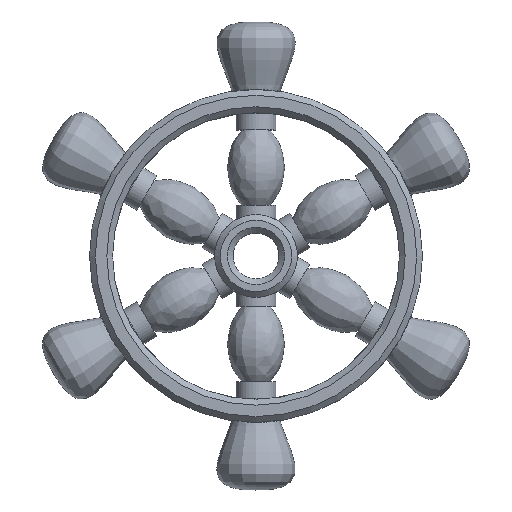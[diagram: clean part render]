
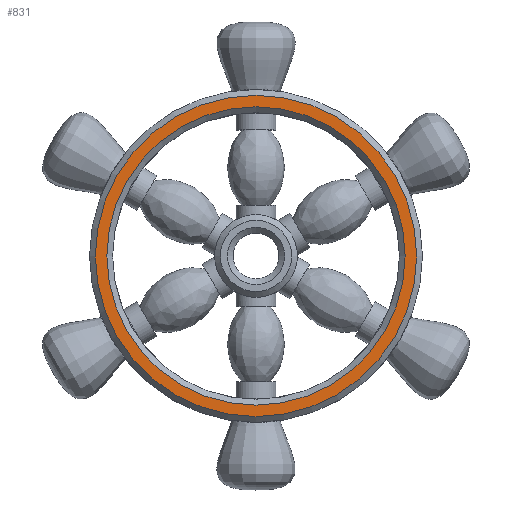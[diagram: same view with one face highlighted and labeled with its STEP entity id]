
A CAD part, top view. The second image highlights one B-rep face of the part: STEP entity #831.
In plain terms, the highlighted planar face has unit normal (0, 0, 1).
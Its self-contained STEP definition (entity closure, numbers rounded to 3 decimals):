
#104=FACE_BOUND('',#221,.T.);
#132=PLANE('',#913);
#153=FACE_OUTER_BOUND('',#220,.T.);
#220=EDGE_LOOP('',(#623));
#221=EDGE_LOOP('',(#624));
#347=CIRCLE('',#911,14.);
#349=CIRCLE('',#914,13.);
#413=VERTEX_POINT('',#1442);
#415=VERTEX_POINT('',#1448);
#495=EDGE_CURVE('',#413,#413,#347,.T.);
#498=EDGE_CURVE('',#415,#415,#349,.T.);
#623=ORIENTED_EDGE('',*,*,#495,.F.);
#624=ORIENTED_EDGE('',*,*,#498,.F.);
#831=ADVANCED_FACE('',(#153,#104),#132,.T.);
#911=AXIS2_PLACEMENT_3D('',#1443,#1019,#1020);
#913=AXIS2_PLACEMENT_3D('',#1447,#1024,#1025);
#914=AXIS2_PLACEMENT_3D('',#1449,#1026,#1027);
#1019=DIRECTION('center_axis',(0.,0.,-1.));
#1020=DIRECTION('ref_axis',(1.,0.,0.));
#1024=DIRECTION('center_axis',(0.,0.,1.));
#1025=DIRECTION('ref_axis',(1.,0.,0.));
#1026=DIRECTION('center_axis',(0.,0.,1.));
#1027=DIRECTION('ref_axis',(1.,0.,0.));
#1442=CARTESIAN_POINT('',(-14.,0.,2.8));
#1443=CARTESIAN_POINT('Origin',(0.,0.,2.8));
#1447=CARTESIAN_POINT('Origin',(0.,0.,2.8));
#1448=CARTESIAN_POINT('',(-13.,0.,2.8));
#1449=CARTESIAN_POINT('Origin',(0.,0.,2.8));
